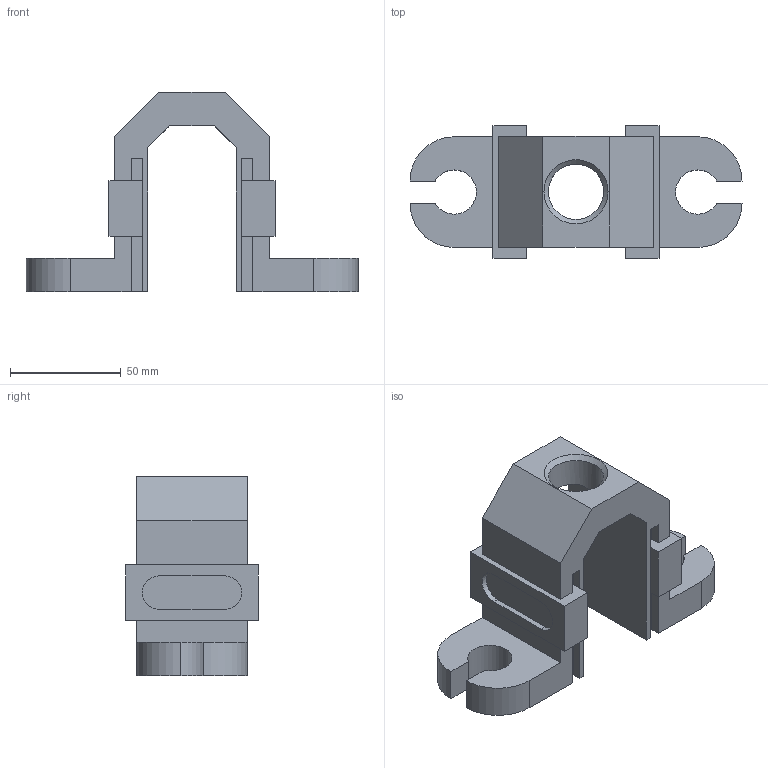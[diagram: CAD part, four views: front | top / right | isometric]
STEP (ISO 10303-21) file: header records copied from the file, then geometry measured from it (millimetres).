
FILE_DESCRIPTION(/* description */ (''),/* implementation_level */ '2;1');
FILE_NAME(/* name */ 'lesson1 v1.step',/* time_stamp */ '2023-05-10T02:14:32+03:00',/* author */ (''),/* organization */ (''),/* preprocessor_version */ 'ST-DEVELOPER v19.2',/* originating_system */ 'Autodesk Translation Framework v12.4.0.73',/* authorisation */ '');
FILE_SCHEMA (('AUTOMOTIVE_DESIGN { 1 0 10303 214 3 1 1 }'));
Length unit declared in the file: millimetre
Products named in the file (1): lesson1
Bounding box: 150 x 60 x 90 mm (x, y, z)
Volume: 192530.9 mm3; surface area: 48118.4 mm2
Topology: 3 solids, 3 shells, 81 faces, 227 edges, 151 vertices
Faces by surface type: plane 69, cylinder 11, cone 1
Full cylindrical faces by diameter (mm): 25 x1
Entity records: 2623 total; most frequent: CARTESIAN_POINT 460, ORIENTED_EDGE 454, DIRECTION 418, EDGE_CURVE 227, LINE 200, VECTOR 200, VERTEX_POINT 151, AXIS2_PLACEMENT_3D 109
